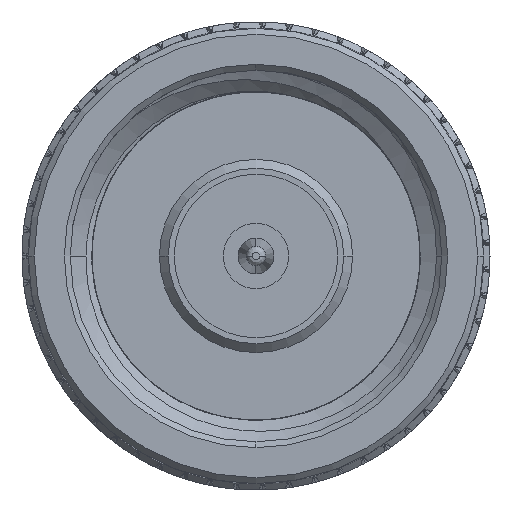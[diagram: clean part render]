
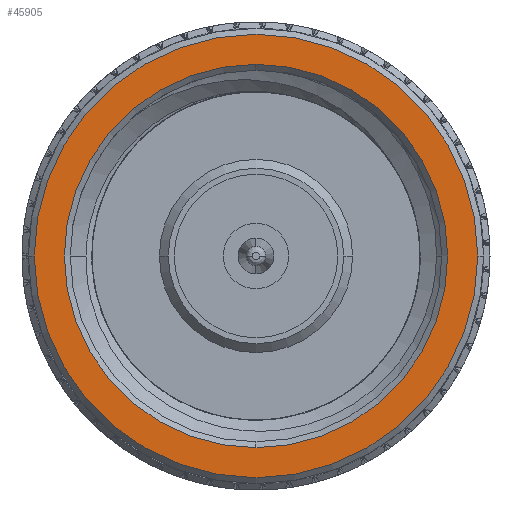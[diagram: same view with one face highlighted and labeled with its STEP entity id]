
A CAD part, left-side view. The second image highlights one B-rep face of the part: STEP entity #45905.
In plain terms, the highlighted planar face has unit normal (-1, 0, 0).
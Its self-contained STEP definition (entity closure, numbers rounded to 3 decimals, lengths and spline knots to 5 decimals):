
#861 = EDGE_LOOP ( 'NONE', ( #36935, #92168 ) ) ;
#1873 = AXIS2_PLACEMENT_3D ( 'NONE', #10879, #54321, #61676 ) ;
#1910 = EDGE_CURVE ( 'NONE', #94001, #93810, #72871, .T. ) ;
#3098 = CARTESIAN_POINT ( 'NONE',  ( 0., 0.37309, 0. ) ) ;
#9927 = AXIS2_PLACEMENT_3D ( 'NONE', #86798, #49347, #49843 ) ;
#10365 = EDGE_CURVE ( 'NONE', #22976, #86387, #52727, .T. ) ;
#10404 = FACE_BOUND ( 'NONE', #861, .T. ) ;
#10879 = CARTESIAN_POINT ( 'NONE',  ( 0., 0.38309, 0. ) ) ;
#19175 = CIRCLE ( 'NONE', #44396, 0.37309 ) ;
#22896 = DIRECTION ( 'NONE',  ( 1., 0., 0. ) ) ;
#22976 = VERTEX_POINT ( 'NONE', #59227 ) ;
#23033 = CARTESIAN_POINT ( 'NONE',  ( 0., 0., 0. ) ) ;
#23680 = AXIS2_PLACEMENT_3D ( 'NONE', #23033, #74801, #68855 ) ;
#28571 = DIRECTION ( 'NONE',  ( -1., 0., 0. ) ) ;
#33783 = CARTESIAN_POINT ( 'NONE',  ( 0., 0., -0.3225 ) ) ;
#35303 = EDGE_LOOP ( 'NONE', ( #59202, #41652 ) ) ;
#36935 = ORIENTED_EDGE ( 'NONE', *, *, #10365, .T. ) ;
#40990 = CIRCLE ( 'NONE', #23680, 0.3225 ) ;
#41652 = ORIENTED_EDGE ( 'NONE', *, *, #1910, .T. ) ;
#44396 = AXIS2_PLACEMENT_3D ( 'NONE', #58164, #28571, #88275 ) ;
#45905 = ADVANCED_FACE ( 'NONE', ( #10404, #69071 ), #70551, .T. ) ;
#49347 = DIRECTION ( 'NONE',  ( -1., 0., 0. ) ) ;
#49843 = DIRECTION ( 'NONE',  ( 0., 1., 0. ) ) ;
#52727 = CIRCLE ( 'NONE', #62127, 0.3225 ) ;
#54321 = DIRECTION ( 'NONE',  ( -1., 0., 0. ) ) ;
#58164 = CARTESIAN_POINT ( 'NONE',  ( 0., 0., 0. ) ) ;
#59202 = ORIENTED_EDGE ( 'NONE', *, *, #78878, .T. ) ;
#59227 = CARTESIAN_POINT ( 'NONE',  ( 0., 0., 0.3225 ) ) ;
#61676 = DIRECTION ( 'NONE',  ( 0., 1., 0. ) ) ;
#62127 = AXIS2_PLACEMENT_3D ( 'NONE', #83501, #22896, #68240 ) ;
#66709 = EDGE_CURVE ( 'NONE', #86387, #22976, #40990, .T. ) ;
#68240 = DIRECTION ( 'NONE',  ( 0., 0., 1. ) ) ;
#68855 = DIRECTION ( 'NONE',  ( 0., 0., 1. ) ) ;
#69071 = FACE_OUTER_BOUND ( 'NONE', #35303, .T. ) ;
#70551 = PLANE ( 'NONE',  #1873 ) ;
#72871 = CIRCLE ( 'NONE', #9927, 0.37309 ) ;
#74801 = DIRECTION ( 'NONE',  ( 1., 0., 0. ) ) ;
#78878 = EDGE_CURVE ( 'NONE', #93810, #94001, #19175, .T. ) ;
#83501 = CARTESIAN_POINT ( 'NONE',  ( 0., 0., 0. ) ) ;
#86387 = VERTEX_POINT ( 'NONE', #33783 ) ;
#86798 = CARTESIAN_POINT ( 'NONE',  ( 0., 0., 0. ) ) ;
#88275 = DIRECTION ( 'NONE',  ( 0., 1., 0. ) ) ;
#88890 = CARTESIAN_POINT ( 'NONE',  ( 0., -0.37309, 0. ) ) ;
#92168 = ORIENTED_EDGE ( 'NONE', *, *, #66709, .T. ) ;
#93810 = VERTEX_POINT ( 'NONE', #3098 ) ;
#94001 = VERTEX_POINT ( 'NONE', #88890 ) ;
